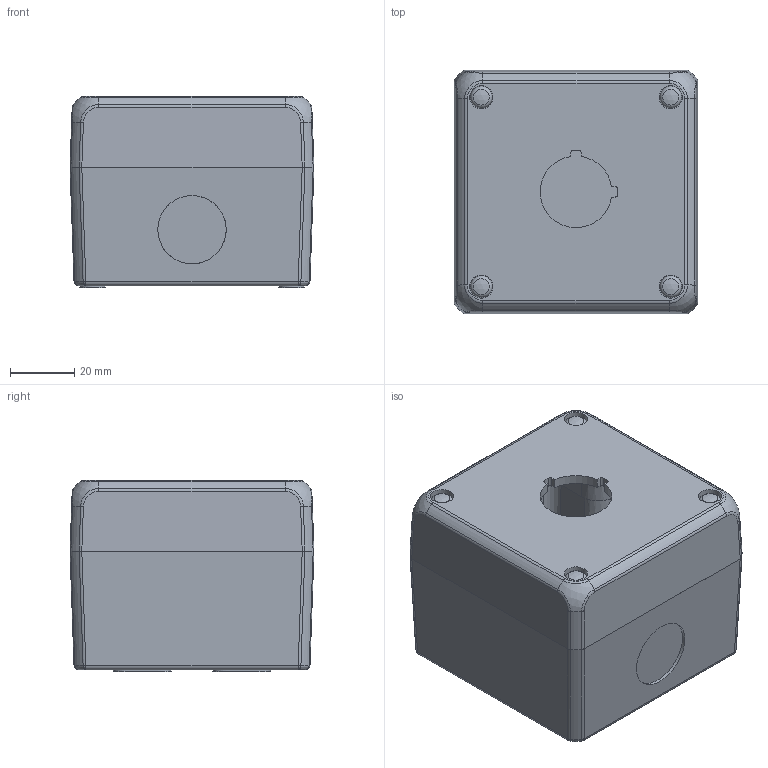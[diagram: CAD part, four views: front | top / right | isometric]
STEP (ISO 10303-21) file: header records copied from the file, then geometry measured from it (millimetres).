
FILE_DESCRIPTION (( 'STEP AP203' ), '1' );
FILE_NAME ('FB1W-111$_rev0.0.STEP', '2021-09-30T02:24:31', ( '' ), ( '' ), 'SwSTEP 2.0', 'SolidWorks 2019', '' );
FILE_SCHEMA (( 'CONFIG_CONTROL_DESIGN' ));
Length unit declared in the file: millimetre
Products named in the file (3): FB1-BASE_rev0.0; FB1W-COVER_SCW_rev0.0; FB1W-111$_rev0.0
Assembly tree (2 placements, depth 2):
  FB1W-111$_rev0.0
    FB1-BASE_rev0.0
    FB1W-COVER_SCW_rev0.0
Bounding box: 76 x 76 x 59.5 mm (x, y, z)
Volume: 113248.8 mm3; surface area: 52660 mm2
Topology: 2 solids, 2 shells, 246 faces, 552 edges, 340 vertices
Faces by surface type: cylinder 86, plane 76, cone 32, torus 28, bspline 16, sphere 8
Full cylindrical faces by diameter (mm): 3.6 x8, 4.6 x10, 7.2 x4, 21.3 x2
Entity records: 7193 total; most frequent: CARTESIAN_POINT 1555, DIRECTION 1170, ORIENTED_EDGE 1032, EDGE_CURVE 516, AXIS2_PLACEMENT_3D 471, VERTEX_POINT 340, EDGE_LOOP 314, FACE_OUTER_BOUND 274
